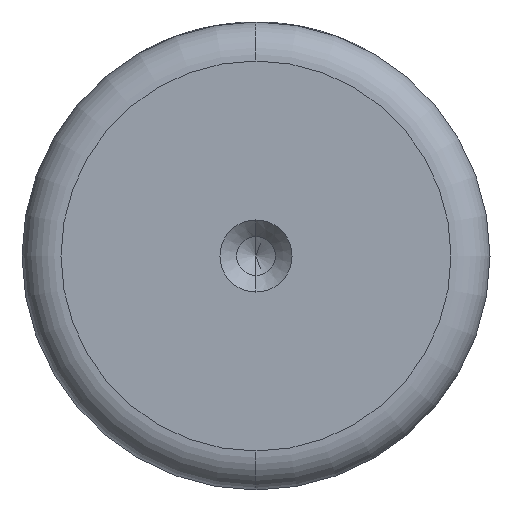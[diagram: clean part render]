
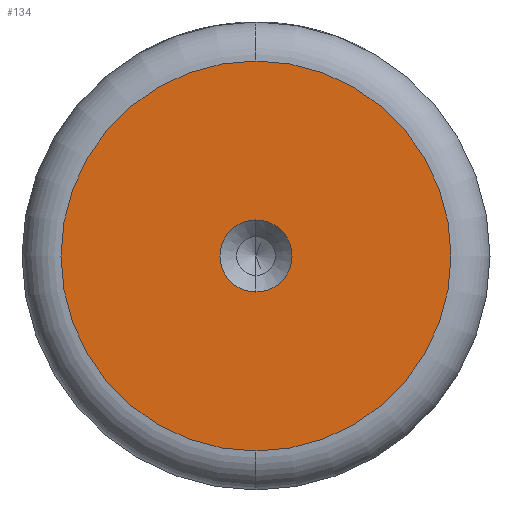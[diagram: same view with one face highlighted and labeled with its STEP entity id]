
A CAD part, left-side view. The second image highlights one B-rep face of the part: STEP entity #134.
In plain terms, the highlighted planar face has unit normal (-1, 0, 0).
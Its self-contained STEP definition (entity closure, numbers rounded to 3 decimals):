
#33 = CARTESIAN_POINT ( 'NONE',  ( 0., 0., 0. ) ) ;
#49 = DIRECTION ( 'NONE',  ( 0., 0., 1. ) ) ;
#57 = CIRCLE ( 'NONE', #1276, 10. ) ;
#102 = EDGE_CURVE ( 'NONE', #365, #308, #57, .T. ) ;
#134 = ADVANCED_FACE ( 'NONE', ( #1343, #1102 ), #155, .T. ) ;
#155 = PLANE ( 'NONE',  #1071 ) ;
#159 = DIRECTION ( 'NONE',  ( 0., 0., 1. ) ) ;
#164 = EDGE_CURVE ( 'NONE', #213, #428, #1084, .T. ) ;
#179 = EDGE_CURVE ( 'NONE', #308, #365, #1059, .T. ) ;
#213 = VERTEX_POINT ( 'NONE', #1347 ) ;
#308 = VERTEX_POINT ( 'NONE', #1286 ) ;
#365 = VERTEX_POINT ( 'NONE', #720 ) ;
#407 = ORIENTED_EDGE ( 'NONE', *, *, #102, .T. ) ;
#416 = DIRECTION ( 'NONE',  ( -1., 0., 0. ) ) ;
#428 = VERTEX_POINT ( 'NONE', #829 ) ;
#519 = DIRECTION ( 'NONE',  ( -1., 0., 0. ) ) ;
#572 = CARTESIAN_POINT ( 'NONE',  ( 0., 0., 0. ) ) ;
#626 = ORIENTED_EDGE ( 'NONE', *, *, #164, .F. ) ;
#666 = DIRECTION ( 'NONE',  ( 0., 0., 1. ) ) ;
#720 = CARTESIAN_POINT ( 'NONE',  ( 0., 0., 10. ) ) ;
#734 = DIRECTION ( 'NONE',  ( -1., 0., 0. ) ) ;
#817 = EDGE_CURVE ( 'NONE', #428, #213, #1320, .T. ) ;
#823 = DIRECTION ( 'NONE',  ( -1., 0., 0. ) ) ;
#829 = CARTESIAN_POINT ( 'NONE',  ( 0., 0., -1.85 ) ) ;
#901 = ORIENTED_EDGE ( 'NONE', *, *, #179, .T. ) ;
#906 = EDGE_LOOP ( 'NONE', ( #626, #983 ) ) ;
#983 = ORIENTED_EDGE ( 'NONE', *, *, #817, .F. ) ;
#1017 = CARTESIAN_POINT ( 'NONE',  ( 0., 0., 0. ) ) ;
#1025 = CARTESIAN_POINT ( 'NONE',  ( 0., 0., 0. ) ) ;
#1053 = AXIS2_PLACEMENT_3D ( 'NONE', #1333, #734, #49 ) ;
#1059 = CIRCLE ( 'NONE', #1053, 10. ) ;
#1066 = AXIS2_PLACEMENT_3D ( 'NONE', #1025, #416, #1136 ) ;
#1071 = AXIS2_PLACEMENT_3D ( 'NONE', #1017, #519, #1230 ) ;
#1084 = CIRCLE ( 'NONE', #1066, 1.85 ) ;
#1102 = FACE_OUTER_BOUND ( 'NONE', #1177, .T. ) ;
#1136 = DIRECTION ( 'NONE',  ( 0., 0., 1. ) ) ;
#1177 = EDGE_LOOP ( 'NONE', ( #407, #901 ) ) ;
#1230 = DIRECTION ( 'NONE',  ( 0., 0., 1. ) ) ;
#1239 = AXIS2_PLACEMENT_3D ( 'NONE', #572, #1277, #666 ) ;
#1276 = AXIS2_PLACEMENT_3D ( 'NONE', #33, #823, #159 ) ;
#1277 = DIRECTION ( 'NONE',  ( -1., 0., 0. ) ) ;
#1286 = CARTESIAN_POINT ( 'NONE',  ( 0., 0., -10. ) ) ;
#1320 = CIRCLE ( 'NONE', #1239, 1.85 ) ;
#1333 = CARTESIAN_POINT ( 'NONE',  ( 0., 0., 0. ) ) ;
#1343 = FACE_BOUND ( 'NONE', #906, .T. ) ;
#1347 = CARTESIAN_POINT ( 'NONE',  ( 0., 0., 1.85 ) ) ;
